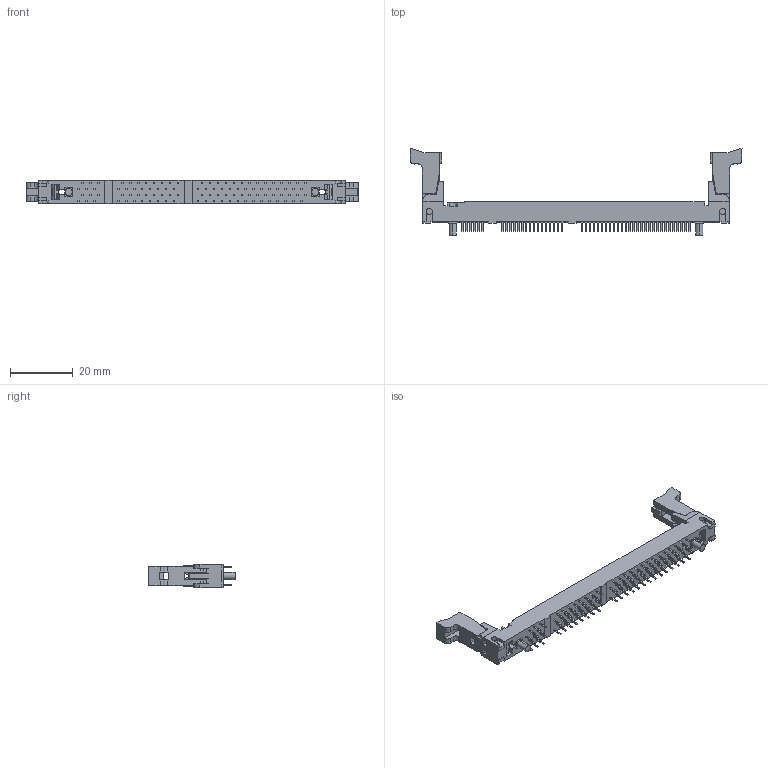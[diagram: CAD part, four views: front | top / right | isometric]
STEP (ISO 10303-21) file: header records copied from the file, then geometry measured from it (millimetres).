
FILE_DESCRIPTION((''),'2;1');
FILE_NAME('C-5390213-01-3-L','2007-09-01T',('workeradm'),('Tyco Electronics Corporation'),'PRO/ENGINEER BY PARAMETRIC TECHNOLOGY CORPORATION, 2005450','PRO/ENGINEER BY PARAMETRIC TECHNOLOGY CORPORATION, 2005450','');
FILE_SCHEMA(('CONFIG_CONTROL_DESIGN', 'GEOMETRIC_VALIDATION_PROPERTIES_MIM'));
Length unit declared in the file: millimetre
Products named in the file (1): C-5390213-01-3-L
Bounding box: 106 x 27.57 x 7.54 mm (x, y, z)
Volume: 5320.1 mm3; surface area: 6157.4 mm2
Topology: 3 solids, 3 shells, 1131 faces, 3043 edges, 2026 vertices
Faces by surface type: plane 1096, cylinder 35
Entity records: 34880 total; most frequent: CARTESIAN_POINT 6213, ORIENTED_EDGE 6086, DIRECTION 5379, EDGE_CURVE 3043, VECTOR 2961, LINE 2961, VERTEX_POINT 2026, EDGE_LOOP 1259
